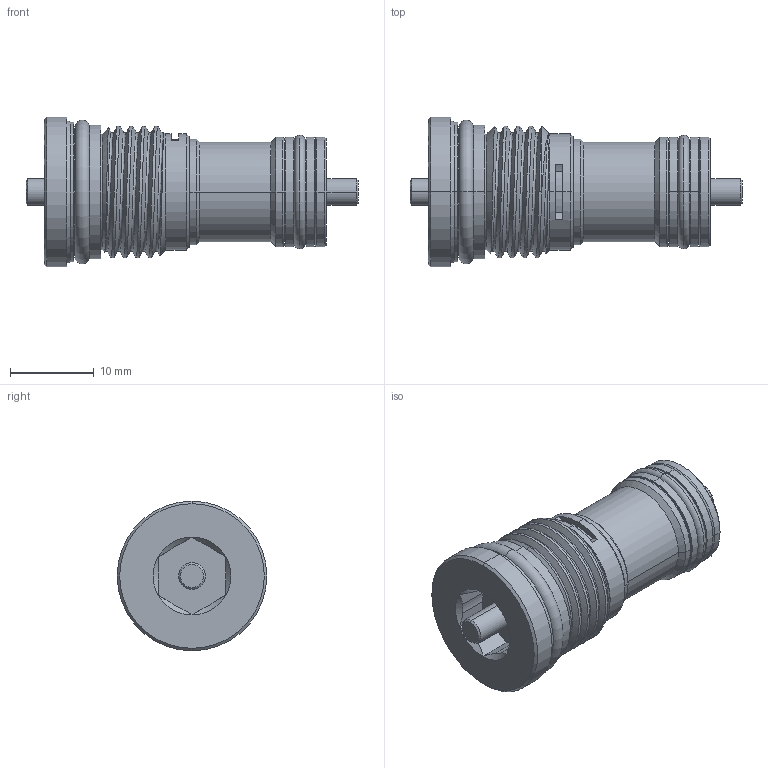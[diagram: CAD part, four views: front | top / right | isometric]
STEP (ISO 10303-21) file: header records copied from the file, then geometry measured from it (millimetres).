
FILE_DESCRIPTION (( 'STEP AP214' ), '1' );
FILE_NAME ('CD162AP2D.STEP', '2016-04-12T00:51:01', ( '' ), ( '' ), 'SwSTEP 2.0', 'SolidWorks 2012', '' );
FILE_SCHEMA (( 'AUTOMOTIVE_DESIGN' ));
Length unit declared in the file: millimetre
Products named in the file (1): CD162AP2D
Bounding box: 39.63 x 17.86 x 17.86 mm (x, y, z)
Volume: 5068.9 mm3; surface area: 3228.3 mm2
Topology: 3 solids, 3 shells, 136 faces, 308 edges, 190 vertices
Faces by surface type: cylinder 57, plane 32, cone 26, torus 18, bspline 3
Entity records: 4871 total; most frequent: CARTESIAN_POINT 1740, DIRECTION 692, ORIENTED_EDGE 616, EDGE_CURVE 308, AXIS2_PLACEMENT_3D 292, VERTEX_POINT 190, CIRCLE 158, EDGE_LOOP 152
